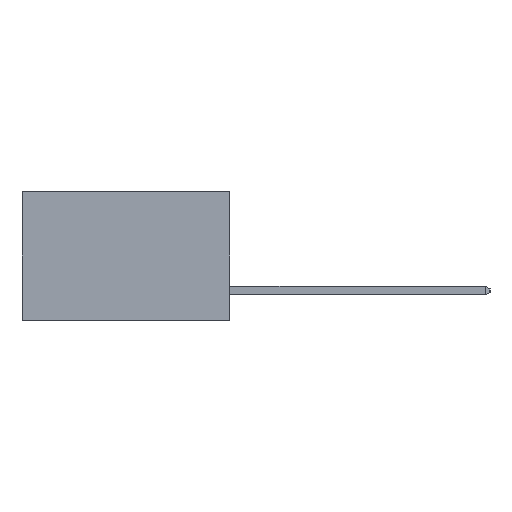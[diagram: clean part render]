
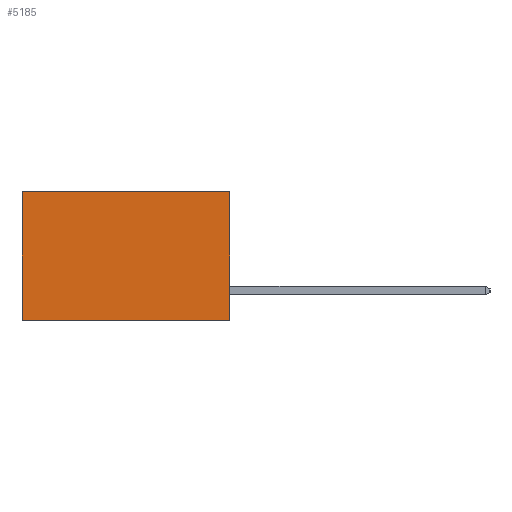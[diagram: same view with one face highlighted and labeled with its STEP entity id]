
A CAD part, left-side view. The second image highlights one B-rep face of the part: STEP entity #5185.
In plain terms, the highlighted planar face has unit normal (-1, 0, 0).
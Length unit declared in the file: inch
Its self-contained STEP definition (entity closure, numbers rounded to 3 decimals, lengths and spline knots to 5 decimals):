
#464 = ORIENTED_EDGE ( 'NONE', *, *, #2579, .F. ) ;
#1827 = LINE ( 'NONE', #14344, #13569 ) ;
#2314 = VERTEX_POINT ( 'NONE', #4795 ) ;
#2579 = EDGE_CURVE ( 'NONE', #13307, #7525, #14171, .T. ) ;
#2597 = ORIENTED_EDGE ( 'NONE', *, *, #8737, .T. ) ;
#2850 = PLANE ( 'NONE',  #10189 ) ;
#3465 = CARTESIAN_POINT ( 'NONE',  ( 0.298, 0., 0. ) ) ;
#3492 = DIRECTION ( 'NONE',  ( 0., 0., -1. ) ) ;
#3886 = CARTESIAN_POINT ( 'NONE',  ( 0.298, 0.6, -0.37 ) ) ;
#4754 = DIRECTION ( 'NONE',  ( 0., 1., 0. ) ) ;
#4795 = CARTESIAN_POINT ( 'NONE',  ( 0.298, 0., 0. ) ) ;
#5143 = CARTESIAN_POINT ( 'NONE',  ( 0.298, 0.6, 0. ) ) ;
#5185 = ADVANCED_FACE ( 'NONE', ( #6337 ), #2850, .F. ) ;
#5275 = VECTOR ( 'NONE', #6216, 39.37008 ) ;
#5380 = VECTOR ( 'NONE', #10308, 39.37008 ) ;
#5620 = CARTESIAN_POINT ( 'NONE',  ( 0.298, 0., -0.37 ) ) ;
#6207 = CARTESIAN_POINT ( 'NONE',  ( 0.298, 0., 0. ) ) ;
#6216 = DIRECTION ( 'NONE',  ( 0., 1., 0. ) ) ;
#6337 = FACE_OUTER_BOUND ( 'NONE', #14067, .T. ) ;
#6778 = EDGE_CURVE ( 'NONE', #2314, #13307, #8452, .T. ) ;
#7095 = VECTOR ( 'NONE', #4754, 39.37008 ) ;
#7525 = VERTEX_POINT ( 'NONE', #3886 ) ;
#8452 = LINE ( 'NONE', #3465, #5380 ) ;
#8737 = EDGE_CURVE ( 'NONE', #11593, #7525, #1827, .T. ) ;
#9192 = CARTESIAN_POINT ( 'NONE',  ( 0.298, 0., -0.37 ) ) ;
#9261 = ORIENTED_EDGE ( 'NONE', *, *, #10327, .T. ) ;
#9293 = CARTESIAN_POINT ( 'NONE',  ( 0.298, 0., 0. ) ) ;
#10042 = DIRECTION ( 'NONE',  ( 0., 0., -1. ) ) ;
#10074 = LINE ( 'NONE', #9293, #7095 ) ;
#10189 = AXIS2_PLACEMENT_3D ( 'NONE', #6207, #14335, #3492 ) ;
#10308 = DIRECTION ( 'NONE',  ( 0., 0., -1. ) ) ;
#10327 = EDGE_CURVE ( 'NONE', #2314, #11593, #10074, .T. ) ;
#11593 = VERTEX_POINT ( 'NONE', #5143 ) ;
#13307 = VERTEX_POINT ( 'NONE', #9192 ) ;
#13569 = VECTOR ( 'NONE', #10042, 39.37008 ) ;
#13895 = ORIENTED_EDGE ( 'NONE', *, *, #6778, .F. ) ;
#14067 = EDGE_LOOP ( 'NONE', ( #2597, #464, #13895, #9261 ) ) ;
#14171 = LINE ( 'NONE', #5620, #5275 ) ;
#14335 = DIRECTION ( 'NONE',  ( 1., 0., 0. ) ) ;
#14344 = CARTESIAN_POINT ( 'NONE',  ( 0.298, 0.6, 0. ) ) ;
